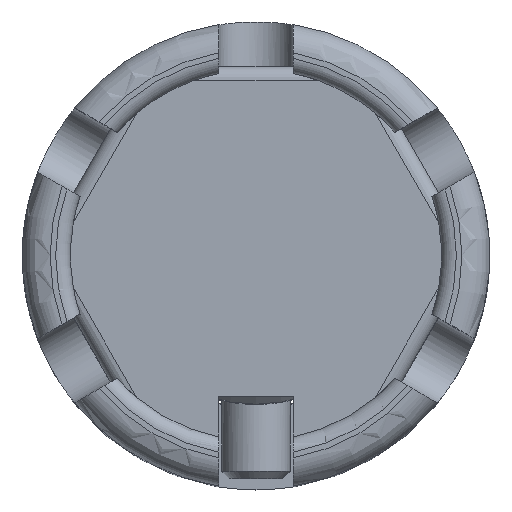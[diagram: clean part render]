
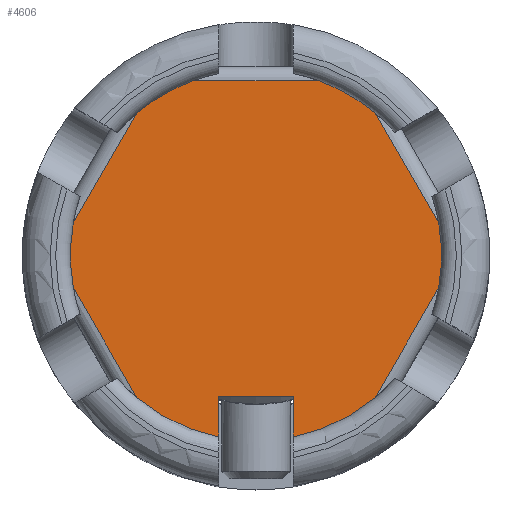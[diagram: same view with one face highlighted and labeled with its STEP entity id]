
A CAD part, top view. The second image highlights one B-rep face of the part: STEP entity #4606.
In plain terms, the highlighted planar face has unit normal (0, 0, 1).
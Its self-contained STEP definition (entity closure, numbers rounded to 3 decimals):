
#116=PLANE('',#4879);
#390=FACE_OUTER_BOUND('',#623,.T.);
#623=EDGE_LOOP('',(#3674,#3675,#3676,#3677,#3678,#3679,#3680,#3681,#3682,
#3683,#3684,#3685,#3686,#3687));
#722=CIRCLE('',#4820,5.);
#727=CIRCLE('',#4830,5.);
#732=CIRCLE('',#4838,5.);
#737=CIRCLE('',#4847,5.);
#743=CIRCLE('',#4858,5.);
#749=CIRCLE('',#4869,5.);
#1282=LINE('',#9414,#1655);
#1312=LINE('',#9708,#1685);
#1313=LINE('',#9710,#1686);
#1314=LINE('',#9711,#1687);
#1315=LINE('',#9712,#1688);
#1316=LINE('',#9713,#1689);
#1317=LINE('',#9715,#1690);
#1318=LINE('',#9716,#1691);
#1655=VECTOR('',#5570,10.);
#1685=VECTOR('',#5692,10.);
#1686=VECTOR('',#5695,10.);
#1687=VECTOR('',#5696,10.);
#1688=VECTOR('',#5697,10.);
#1689=VECTOR('',#5698,10.);
#1690=VECTOR('',#5699,10.);
#1691=VECTOR('',#5700,10.);
#2027=VERTEX_POINT('',#9316);
#2028=VERTEX_POINT('',#9318);
#2040=VERTEX_POINT('',#9379);
#2041=VERTEX_POINT('',#9390);
#2046=VERTEX_POINT('',#9412);
#2048=VERTEX_POINT('',#9420);
#2052=VERTEX_POINT('',#9445);
#2064=VERTEX_POINT('',#9508);
#2065=VERTEX_POINT('',#9510);
#2078=VERTEX_POINT('',#9582);
#2079=VERTEX_POINT('',#9584);
#2092=VERTEX_POINT('',#9656);
#2093=VERTEX_POINT('',#9658);
#2103=VERTEX_POINT('',#9714);
#2604=EDGE_CURVE('',#2027,#2028,#722,.T.);
#2621=EDGE_CURVE('',#2040,#2041,#727,.T.);
#2629=EDGE_CURVE('',#2046,#2040,#1282,.T.);
#2636=EDGE_CURVE('',#2052,#2048,#732,.T.);
#2651=EDGE_CURVE('',#2064,#2065,#737,.T.);
#2669=EDGE_CURVE('',#2078,#2079,#743,.T.);
#2687=EDGE_CURVE('',#2092,#2093,#749,.T.);
#2703=EDGE_CURVE('',#2065,#2052,#1312,.T.);
#2704=EDGE_CURVE('',#2079,#2064,#1313,.T.);
#2705=EDGE_CURVE('',#2093,#2078,#1314,.T.);
#2706=EDGE_CURVE('',#2028,#2092,#1315,.T.);
#2707=EDGE_CURVE('',#2041,#2027,#1316,.T.);
#2708=EDGE_CURVE('',#2103,#2046,#1317,.T.);
#2709=EDGE_CURVE('',#2048,#2103,#1318,.T.);
#3674=ORIENTED_EDGE('',*,*,#2703,.F.);
#3675=ORIENTED_EDGE('',*,*,#2651,.F.);
#3676=ORIENTED_EDGE('',*,*,#2704,.F.);
#3677=ORIENTED_EDGE('',*,*,#2669,.F.);
#3678=ORIENTED_EDGE('',*,*,#2705,.F.);
#3679=ORIENTED_EDGE('',*,*,#2687,.F.);
#3680=ORIENTED_EDGE('',*,*,#2706,.F.);
#3681=ORIENTED_EDGE('',*,*,#2604,.F.);
#3682=ORIENTED_EDGE('',*,*,#2707,.F.);
#3683=ORIENTED_EDGE('',*,*,#2621,.F.);
#3684=ORIENTED_EDGE('',*,*,#2629,.F.);
#3685=ORIENTED_EDGE('',*,*,#2708,.F.);
#3686=ORIENTED_EDGE('',*,*,#2709,.F.);
#3687=ORIENTED_EDGE('',*,*,#2636,.F.);
#4606=ADVANCED_FACE('',(#390),#116,.T.);
#4820=AXIS2_PLACEMENT_3D('',#9319,#5532,#5533);
#4830=AXIS2_PLACEMENT_3D('',#9391,#5559,#5560);
#4838=AXIS2_PLACEMENT_3D('',#9447,#5582,#5583);
#4847=AXIS2_PLACEMENT_3D('',#9511,#5606,#5607);
#4858=AXIS2_PLACEMENT_3D('',#9585,#5635,#5636);
#4869=AXIS2_PLACEMENT_3D('',#9659,#5664,#5665);
#4879=AXIS2_PLACEMENT_3D('',#9709,#5693,#5694);
#5532=DIRECTION('center_axis',(0.,0.,-1.));
#5533=DIRECTION('ref_axis',(-0.949,0.317,0.));
#5559=DIRECTION('center_axis',(0.,0.,-1.));
#5560=DIRECTION('ref_axis',(-0.749,-0.663,0.));
#5570=DIRECTION('',(0.,-1.,0.));
#5582=DIRECTION('center_axis',(0.,0.,-1.));
#5583=DIRECTION('ref_axis',(-0.749,-0.663,0.));
#5606=DIRECTION('center_axis',(0.,0.,-1.));
#5607=DIRECTION('ref_axis',(0.949,-0.317,0.));
#5635=DIRECTION('center_axis',(0.,0.,-1.));
#5636=DIRECTION('ref_axis',(0.749,0.663,0.));
#5664=DIRECTION('center_axis',(0.,0.,-1.));
#5665=DIRECTION('ref_axis',(-0.2,0.98,0.));
#5692=DIRECTION('',(-0.5,-0.866,0.));
#5693=DIRECTION('center_axis',(0.,0.,1.));
#5694=DIRECTION('ref_axis',(0.,-1.,0.));
#5695=DIRECTION('',(0.5,-0.866,0.));
#5696=DIRECTION('',(1.,0.,0.));
#5697=DIRECTION('',(0.5,0.866,0.));
#5698=DIRECTION('',(-0.5,0.866,0.));
#5699=DIRECTION('',(-1.,0.,0.));
#5700=DIRECTION('',(0.,1.,0.));
#9316=CARTESIAN_POINT('',(-4.923,-0.873,14.6));
#9318=CARTESIAN_POINT('',(-4.923,0.873,14.6));
#9319=CARTESIAN_POINT('Origin',(0.,0.,14.6));
#9379=CARTESIAN_POINT('',(-1.,-4.899,14.6));
#9390=CARTESIAN_POINT('',(-3.217,-3.827,14.6));
#9391=CARTESIAN_POINT('Origin',(0.,0.,14.6));
#9412=CARTESIAN_POINT('',(-1.,-3.8,14.6));
#9414=CARTESIAN_POINT('',(-1.,-3.45,14.6));
#9420=CARTESIAN_POINT('',(1.,-4.899,14.6));
#9445=CARTESIAN_POINT('',(3.217,-3.827,14.6));
#9447=CARTESIAN_POINT('Origin',(0.,0.,14.6));
#9508=CARTESIAN_POINT('',(4.923,0.873,14.6));
#9510=CARTESIAN_POINT('',(4.923,-0.873,14.6));
#9511=CARTESIAN_POINT('Origin',(0.,0.,14.6));
#9582=CARTESIAN_POINT('',(1.706,4.7,14.6));
#9584=CARTESIAN_POINT('',(3.217,3.827,14.6));
#9585=CARTESIAN_POINT('Origin',(0.,0.,14.6));
#9656=CARTESIAN_POINT('',(-3.217,3.827,14.6));
#9658=CARTESIAN_POINT('',(-1.706,4.7,14.6));
#9659=CARTESIAN_POINT('Origin',(0.,0.,14.6));
#9708=CARTESIAN_POINT('',(4.092,-2.312,14.6));
#9709=CARTESIAN_POINT('Origin',(0.,0.101,
14.6));
#9710=CARTESIAN_POINT('',(4.049,2.388,14.6));
#9711=CARTESIAN_POINT('',(0.,4.7,14.6));
#9712=CARTESIAN_POINT('',(-4.049,2.388,14.6));
#9713=CARTESIAN_POINT('',(-4.092,-2.312,14.6));
#9714=CARTESIAN_POINT('',(1.,-3.8,14.6));
#9715=CARTESIAN_POINT('',(0.,-3.8,14.6));
#9716=CARTESIAN_POINT('',(1.,-3.45,14.6));
